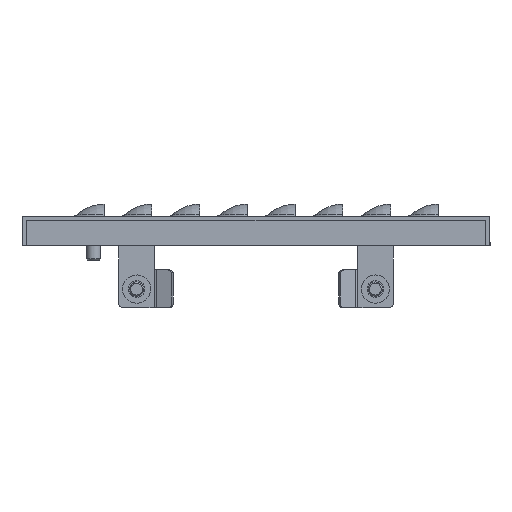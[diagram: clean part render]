
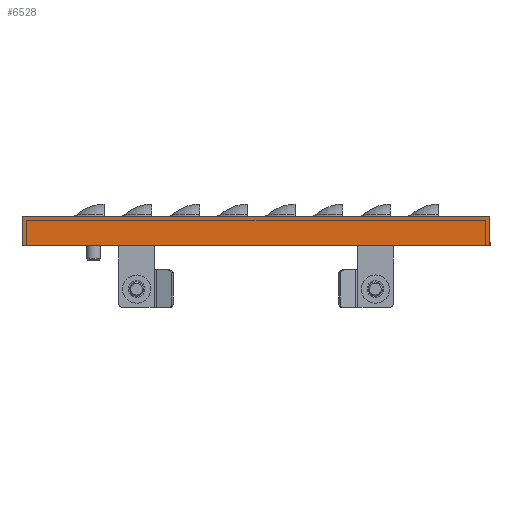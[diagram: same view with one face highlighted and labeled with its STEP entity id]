
A CAD part, left-side view. The second image highlights one B-rep face of the part: STEP entity #6528.
In plain terms, the highlighted planar face has unit normal (-1, 0, 0).
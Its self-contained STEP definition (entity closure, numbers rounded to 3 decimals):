
#1341 = CARTESIAN_POINT ( 'NONE',  ( -795., -98., -2. ) ) ;
#1918 = VERTEX_POINT ( 'NONE', #13320 ) ;
#2045 = CARTESIAN_POINT ( 'NONE',  ( -795., -98., -12.5 ) ) ;
#2178 = VECTOR ( 'NONE', #14646, 1000. ) ;
#2308 = LINE ( 'NONE', #2045, #18729 ) ;
#5659 = DIRECTION ( 'NONE',  ( 0., 0., 1. ) ) ;
#6189 = CARTESIAN_POINT ( 'NONE',  ( -795., -98., 0. ) ) ;
#6528 = ADVANCED_FACE ( 'NONE', ( #9501 ), #24777, .F. ) ;
#8671 = EDGE_CURVE ( 'NONE', #32330, #39498, #2308, .T. ) ;
#9048 = ORIENTED_EDGE ( 'NONE', *, *, #40567, .F. ) ;
#9501 = FACE_OUTER_BOUND ( 'NONE', #40243, .T. ) ;
#11116 = AXIS2_PLACEMENT_3D ( 'NONE', #1341, #25040, #5659 ) ;
#13320 = CARTESIAN_POINT ( 'NONE',  ( -795., -196., 0. ) ) ;
#13925 = VERTEX_POINT ( 'NONE', #34988 ) ;
#14646 = DIRECTION ( 'NONE',  ( 0., 0., -1. ) ) ;
#16544 = CARTESIAN_POINT ( 'NONE',  ( -795., -196., -12.5 ) ) ;
#17736 = CARTESIAN_POINT ( 'NONE',  ( -795., 0., -12.5 ) ) ;
#18729 = VECTOR ( 'NONE', #44339, 1000. ) ;
#24777 = PLANE ( 'NONE',  #11116 ) ;
#25040 = DIRECTION ( 'NONE',  ( 1., 0., 0. ) ) ;
#25645 = ORIENTED_EDGE ( 'NONE', *, *, #43916, .T. ) ;
#26322 = LINE ( 'NONE', #50265, #42644 ) ;
#27546 = LINE ( 'NONE', #46918, #2178 ) ;
#27577 = VECTOR ( 'NONE', #41582, 1000. ) ;
#29207 = ORIENTED_EDGE ( 'NONE', *, *, #50250, .T. ) ;
#32330 = VERTEX_POINT ( 'NONE', #17736 ) ;
#34988 = CARTESIAN_POINT ( 'NONE',  ( -795., 0., 0. ) ) ;
#39498 = VERTEX_POINT ( 'NONE', #16544 ) ;
#40243 = EDGE_LOOP ( 'NONE', ( #29207, #25645, #42769, #9048 ) ) ;
#40567 = EDGE_CURVE ( 'NONE', #1918, #39498, #26322, .T. ) ;
#41582 = DIRECTION ( 'NONE',  ( 0., 1., 0. ) ) ;
#41836 = LINE ( 'NONE', #6189, #27577 ) ;
#42644 = VECTOR ( 'NONE', #46678, 1000. ) ;
#42769 = ORIENTED_EDGE ( 'NONE', *, *, #8671, .T. ) ;
#43916 = EDGE_CURVE ( 'NONE', #13925, #32330, #27546, .T. ) ;
#44339 = DIRECTION ( 'NONE',  ( 0., -1., 0. ) ) ;
#46678 = DIRECTION ( 'NONE',  ( 0., 0., -1. ) ) ;
#46918 = CARTESIAN_POINT ( 'NONE',  ( -795., 0., 2.928 ) ) ;
#50250 = EDGE_CURVE ( 'NONE', #1918, #13925, #41836, .T. ) ;
#50265 = CARTESIAN_POINT ( 'NONE',  ( -795., -196., 2.928 ) ) ;
